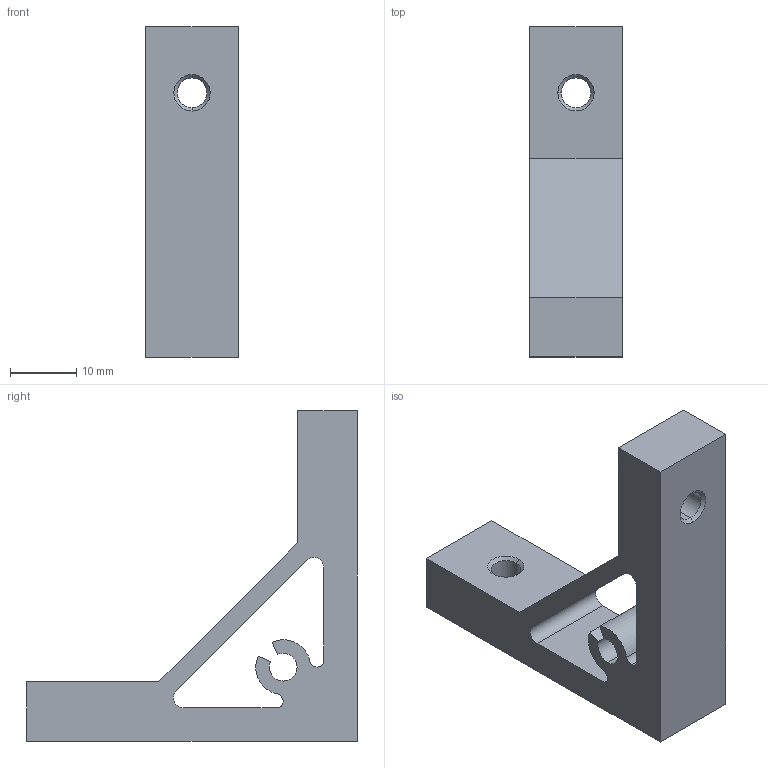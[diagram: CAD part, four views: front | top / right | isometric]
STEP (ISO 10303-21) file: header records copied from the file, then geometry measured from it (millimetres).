
FILE_DESCRIPTION (( 'STEP AP214' ), '1' );
FILE_NAME ('SNSD.30.52.20. Óãëîâîé àëþìèíèåâûé ñîåäèíèòåëü 20õ20x22, ïàç 6(H03).STEP', '2015-01-13T07:51:16', ( 'XTreme.ws' ), ( 'XTreme.ws' ), 'SwSTEP 2.0', 'SolidWorks 2014', '' );
FILE_SCHEMA (( 'AUTOMOTIVE_DESIGN' ));
Length unit declared in the file: millimetre
Products named in the file (2): SNSD.30.52.20. Óãëîâîé àëþìèíèåâûé ñîåäèíèòåëü 20õ20x22, ïàç 6(H03)
Bounding box: 14 x 50 x 50 mm (x, y, z)
Volume: 10858.7 mm3; surface area: 5793.6 mm2
Topology: 1 solids, 1 shells, 37 faces, 97 edges, 62 vertices
Faces by surface type: cylinder 15, plane 14, cone 8
Entity records: 1206 total; most frequent: DIRECTION 213, CARTESIAN_POINT 198, ORIENTED_EDGE 194, EDGE_CURVE 97, AXIS2_PLACEMENT_3D 77, VERTEX_POINT 62, VECTOR 59, LINE 59
